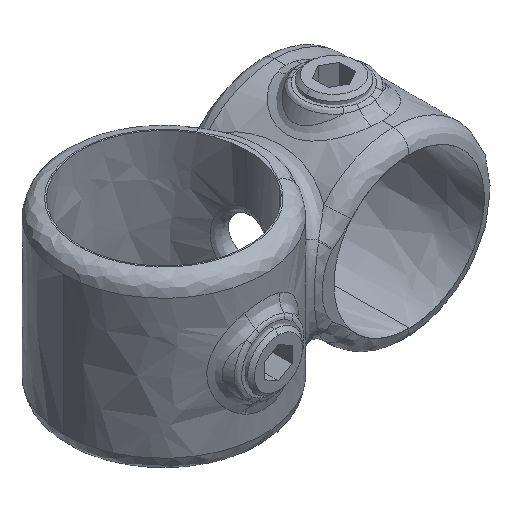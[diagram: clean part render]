
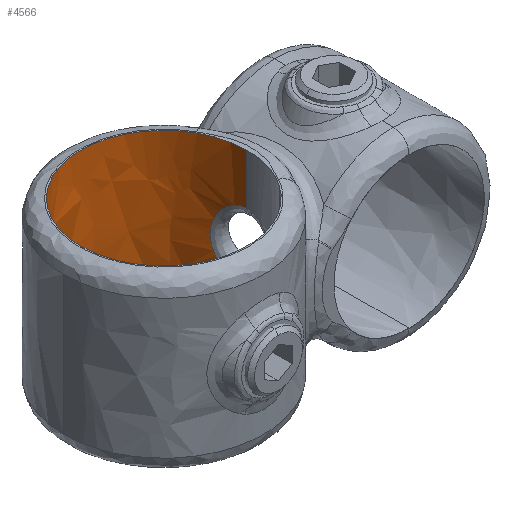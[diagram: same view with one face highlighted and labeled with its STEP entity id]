
A CAD part, isometric view. The second image highlights one B-rep face of the part: STEP entity #4566.
In plain terms, the highlighted free-form (B-spline) face has degree [1, 3] with [2, 7] control points.
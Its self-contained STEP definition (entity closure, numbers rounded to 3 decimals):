
#114 = CARTESIAN_POINT ( 'NONE',  ( -24.89, 14.58, 25.5 ) ) ;
#130 = ORIENTED_EDGE ( 'NONE', *, *, #8386, .F. ) ;
#257 = CARTESIAN_POINT ( 'NONE',  ( 24.852, 1.372, -10.304 ) ) ;
#280 = CARTESIAN_POINT ( 'NONE',  ( -24.89, 14.58, 25.5 ) ) ;
#332 = EDGE_CURVE ( 'NONE', #5577, #3861, #2415, .T. ) ;
#338 = CARTESIAN_POINT ( 'NONE',  ( 24.712, 3.175, 9.86 ) ) ;
#440 = CARTESIAN_POINT ( 'NONE',  ( 24.024, 6.555, -7.434 ) ) ;
#468 = CARTESIAN_POINT ( 'NONE',  ( 24.789, 2.508, -10.107 ) ) ;
#838 = CARTESIAN_POINT ( 'NONE',  ( 0., 24.89, 25.5 ) ) ;
#927 =( BOUNDED_CURVE ( )  B_SPLINE_CURVE ( 3, ( #5401, #3335, #5612, #1052, #2469, #8638, #6978 ),
 .UNSPECIFIED., .F., .T. ) 
 B_SPLINE_CURVE_WITH_KNOTS ( ( 4, 3, 4 ),
 ( -3.142, -1.571, 0. ),
 .UNSPECIFIED. ) 
 CURVE ( )  GEOMETRIC_REPRESENTATION_ITEM ( )  RATIONAL_B_SPLINE_CURVE ( ( 1., 0.805, 0.805, 1., 0.805, 0.805, 1. ) ) 
 REPRESENTATION_ITEM ( '' )  );
#1052 = CARTESIAN_POINT ( 'NONE',  ( 0., 24.89, -25.5 ) ) ;
#1098 = CARTESIAN_POINT ( 'NONE',  ( 23.437, 8.41, 4.521 ) ) ;
#1104 =( BOUNDED_CURVE ( )  B_SPLINE_CURVE ( 3, ( #7837, #3295, #4714, #5458, #4816, #280, #6262 ),
 .UNSPECIFIED., .F., .T. ) 
 B_SPLINE_CURVE_WITH_KNOTS ( ( 4, 3, 4 ),
 ( -3.142, -1.571, 0. ),
 .UNSPECIFIED. ) 
 CURVE ( )  GEOMETRIC_REPRESENTATION_ITEM ( )  RATIONAL_B_SPLINE_CURVE ( ( 1., 0.805, 0.805, 1., 0.805, 0.805, 1. ) ) 
 REPRESENTATION_ITEM ( '' )  );
#1132 = CARTESIAN_POINT ( 'NONE',  ( 23.244, 8.903, 3.168 ) ) ;
#1164 = CARTESIAN_POINT ( 'NONE',  ( 23.567, 8.012, -5.218 ) ) ;
#1269 = ORIENTED_EDGE ( 'NONE', *, *, #6956, .T. ) ;
#1412 = CARTESIAN_POINT ( 'NONE',  ( -24.89, 0., 25.5 ) ) ;
#1646 = FACE_OUTER_BOUND ( 'NONE', #7298, .T. ) ;
#1651 = CARTESIAN_POINT ( 'NONE',  ( -24.89, 0., 25.5 ) ) ;
#1704 = CARTESIAN_POINT ( 'NONE',  ( 14.58, 24.89, -25.5 ) ) ;
#1872 = CARTESIAN_POINT ( 'NONE',  ( 24.852, 1.372, -10.304 ) ) ;
#1897 = CARTESIAN_POINT ( 'NONE',  ( 23.368, 8.574, -3.948 ) ) ;
#2126 = ORIENTED_EDGE ( 'NONE', *, *, #332, .F. ) ;
#2128 = ORIENTED_EDGE ( 'NONE', *, *, #7893, .T. ) ;
#2415 = B_SPLINE_CURVE_WITH_KNOTS ( 'NONE', 1,
 ( #7758, #9191 ),
 .UNSPECIFIED., .F., .F.,
 ( 2, 2 ),
 ( -1., 0. ),
 .UNSPECIFIED. ) ;
#2426 = CARTESIAN_POINT ( 'NONE',  ( -14.58, 24.89, -25.5 ) ) ;
#2469 = CARTESIAN_POINT ( 'NONE',  ( 14.58, 24.89, -25.5 ) ) ;
#2547 = VERTEX_POINT ( 'NONE', #5988 ) ;
#2721 = CARTESIAN_POINT ( 'NONE',  ( 24.266, 5.634, -8.33 ) ) ;
#2893 = VERTEX_POINT ( 'NONE', #8965 ) ;
#3182 = CARTESIAN_POINT ( 'NONE',  ( 24.89, 0., -25.5 ) ) ;
#3243 = B_SPLINE_CURVE_WITH_KNOTS ( 'NONE', 1,
 ( #7608, #1651 ),
 .UNSPECIFIED., .F., .F.,
 ( 2, 2 ),
 ( -1., 0. ),
 .UNSPECIFIED. ) ;
#3295 = CARTESIAN_POINT ( 'NONE',  ( 24.89, 14.58, 25.5 ) ) ;
#3335 = CARTESIAN_POINT ( 'NONE',  ( -24.89, 14.58, -25.5 ) ) ;
#3644 = ORIENTED_EDGE ( 'NONE', *, *, #8417, .F. ) ;
#3763 = ORIENTED_EDGE ( 'NONE', *, *, #4208, .F. ) ;
#3834 = CARTESIAN_POINT ( 'NONE',  ( 24.89, 0., 25.5 ) ) ;
#3861 = VERTEX_POINT ( 'NONE', #3182 ) ;
#3881 = EDGE_CURVE ( 'NONE', #6821, #9698, #4908, .T. ) ;
#3938 = CARTESIAN_POINT ( 'NONE',  ( 0., 24.89, -25.5 ) ) ;
#4208 = EDGE_CURVE ( 'NONE', #2547, #5726, #3243, .T. ) ;
#4242 = CARTESIAN_POINT ( 'NONE',  ( 23.097, 9.277, 0.299 ) ) ;
#4322 = B_SPLINE_CURVE_WITH_KNOTS ( 'NONE', 1,
 ( #9224, #7733 ),
 .UNSPECIFIED., .F., .F.,
 ( 2, 2 ),
 ( -1., 0. ),
 .UNSPECIFIED. ) ;
#4566 = ADVANCED_FACE ( 'NONE', ( #1646 ), #8445, .T. ) ;
#4707 = CARTESIAN_POINT ( 'NONE',  ( 24.89, 0., -25.5 ) ) ;
#4714 = CARTESIAN_POINT ( 'NONE',  ( 14.58, 24.89, 25.5 ) ) ;
#4746 = CARTESIAN_POINT ( 'NONE',  ( 24.89, 14.58, -25.5 ) ) ;
#4816 = CARTESIAN_POINT ( 'NONE',  ( -14.58, 24.89, 25.5 ) ) ;
#4887 = CARTESIAN_POINT ( 'NONE',  ( 24.89, 0., 10.422 ) ) ;
#4908 = B_SPLINE_CURVE_WITH_KNOTS ( 'NONE', 3,
 ( #4887, #9451, #7254, #338, #9481, #4950, #4920, #1098, #1132, #6434, #4242, #5018, #5732, #7222, #1897, #1164, #7993, #440, #2721, #8019, #468, #1872 ),
 .UNSPECIFIED., .F., .F.,
 ( 4, 2, 2, 2, 2, 2, 2, 2, 2, 2, 4 ),
 ( 0., 0.079, 0.211, 0.342, 0.474, 0.539, 0.605, 0.671, 0.737, 0.868, 1. ),
 .UNSPECIFIED. ) ;
#4920 = CARTESIAN_POINT ( 'NONE',  ( 23.88, 7.056, 6.832 ) ) ;
#4950 = CARTESIAN_POINT ( 'NONE',  ( 24.128, 6.193, 7.81 ) ) ;
#5018 = CARTESIAN_POINT ( 'NONE',  ( 23.119, 9.222, -1.16 ) ) ;
#5096 = B_SPLINE_CURVE_WITH_KNOTS ( 'NONE', 3,
 ( #257, #8533, #8566, #6976 ),
 .UNSPECIFIED., .F., .F.,
 ( 4, 4 ),
 ( 0., 1. ),
 .UNSPECIFIED. ) ;
#5388 = CARTESIAN_POINT ( 'NONE',  ( -24.89, 14.58, -25.5 ) ) ;
#5401 = CARTESIAN_POINT ( 'NONE',  ( -24.89, 0., -25.5 ) ) ;
#5458 = CARTESIAN_POINT ( 'NONE',  ( 0., 24.89, 25.5 ) ) ;
#5483 = CARTESIAN_POINT ( 'NONE',  ( 24.89, 0., 10.422 ) ) ;
#5577 = VERTEX_POINT ( 'NONE', #7194 ) ;
#5612 = CARTESIAN_POINT ( 'NONE',  ( -14.58, 24.89, -25.5 ) ) ;
#5726 = VERTEX_POINT ( 'NONE', #1412 ) ;
#5732 = CARTESIAN_POINT ( 'NONE',  ( 23.158, 9.125, -1.877 ) ) ;
#5988 = CARTESIAN_POINT ( 'NONE',  ( -24.89, 0., -25.5 ) ) ;
#6130 = CARTESIAN_POINT ( 'NONE',  ( -24.89, 0., 25.5 ) ) ;
#6262 = CARTESIAN_POINT ( 'NONE',  ( -24.89, 0., 25.5 ) ) ;
#6434 = CARTESIAN_POINT ( 'NONE',  ( 23.114, 9.233, 1.037 ) ) ;
#6510 = ORIENTED_EDGE ( 'NONE', *, *, #3881, .F. ) ;
#6821 = VERTEX_POINT ( 'NONE', #5483 ) ;
#6927 = CARTESIAN_POINT ( 'NONE',  ( 14.58, 24.89, 25.5 ) ) ;
#6956 = EDGE_CURVE ( 'NONE', #2893, #5726, #1104, .T. ) ;
#6976 = CARTESIAN_POINT ( 'NONE',  ( 24.89, 0., -10.422 ) ) ;
#6978 = CARTESIAN_POINT ( 'NONE',  ( 24.89, 0., -25.5 ) ) ;
#7194 = CARTESIAN_POINT ( 'NONE',  ( 24.89, 0., -10.422 ) ) ;
#7222 = CARTESIAN_POINT ( 'NONE',  ( 23.282, 8.803, -3.268 ) ) ;
#7254 = CARTESIAN_POINT ( 'NONE',  ( 24.861, 1.379, 10.332 ) ) ;
#7298 = EDGE_LOOP ( 'NONE', ( #130, #1269, #3763, #2128, #2126, #3644, #6510 ) ) ;
#7608 = CARTESIAN_POINT ( 'NONE',  ( -24.89, 0., -25.5 ) ) ;
#7649 = CARTESIAN_POINT ( 'NONE',  ( -24.89, 0., -25.5 ) ) ;
#7723 = CARTESIAN_POINT ( 'NONE',  ( 24.89, 14.58, 25.5 ) ) ;
#7733 = CARTESIAN_POINT ( 'NONE',  ( 24.89, 0., 10.422 ) ) ;
#7758 = CARTESIAN_POINT ( 'NONE',  ( 24.89, 0., -10.422 ) ) ;
#7837 = CARTESIAN_POINT ( 'NONE',  ( 24.89, 0., 25.5 ) ) ;
#7893 = EDGE_CURVE ( 'NONE', #2547, #3861, #927, .T. ) ;
#7993 = CARTESIAN_POINT ( 'NONE',  ( 23.679, 7.679, -5.807 ) ) ;
#8019 = CARTESIAN_POINT ( 'NONE',  ( 24.648, 3.611, -9.665 ) ) ;
#8386 = EDGE_CURVE ( 'NONE', #2893, #6821, #4322, .T. ) ;
#8405 = CARTESIAN_POINT ( 'NONE',  ( 24.852, 1.372, -10.304 ) ) ;
#8417 = EDGE_CURVE ( 'NONE', #9698, #5577, #5096, .T. ) ;
#8445 =( BOUNDED_SURFACE ( )  B_SPLINE_SURFACE ( 1, 3, ( 
 ( #4707, #4746, #1704, #3938, #2426, #5388, #7649 ),
 ( #3834, #7723, #6927, #838, #9150, #114, #6130 ) ),
 .UNSPECIFIED., .F., .F., .F. ) 
 B_SPLINE_SURFACE_WITH_KNOTS ( ( 2, 2 ),
 ( 4, 3, 4 ),
 ( 0., 1. ),
 ( 0., 0.5, 1. ),
 .UNSPECIFIED. ) 
 GEOMETRIC_REPRESENTATION_ITEM ( )  RATIONAL_B_SPLINE_SURFACE ( (
 ( 1., 0.805, 0.805, 1., 0.805, 0.805, 1.),
 ( 1., 0.805, 0.805, 1., 0.805, 0.805, 1.) ) ) 
 REPRESENTATION_ITEM ( '' )  SURFACE ( )  );
#8533 = CARTESIAN_POINT ( 'NONE',  ( 24.877, 0.915, -10.383 ) ) ;
#8566 = CARTESIAN_POINT ( 'NONE',  ( 24.89, 0.458, -10.422 ) ) ;
#8638 = CARTESIAN_POINT ( 'NONE',  ( 24.89, 14.58, -25.5 ) ) ;
#8965 = CARTESIAN_POINT ( 'NONE',  ( 24.89, 0., 25.5 ) ) ;
#9150 = CARTESIAN_POINT ( 'NONE',  ( -14.58, 24.89, 25.5 ) ) ;
#9191 = CARTESIAN_POINT ( 'NONE',  ( 24.89, 0., -25.5 ) ) ;
#9224 = CARTESIAN_POINT ( 'NONE',  ( 24.89, 0., 25.5 ) ) ;
#9451 = CARTESIAN_POINT ( 'NONE',  ( 24.889, 0.69, 10.422 ) ) ;
#9481 = CARTESIAN_POINT ( 'NONE',  ( 24.544, 4.252, 9.323 ) ) ;
#9698 = VERTEX_POINT ( 'NONE', #8405 ) ;
